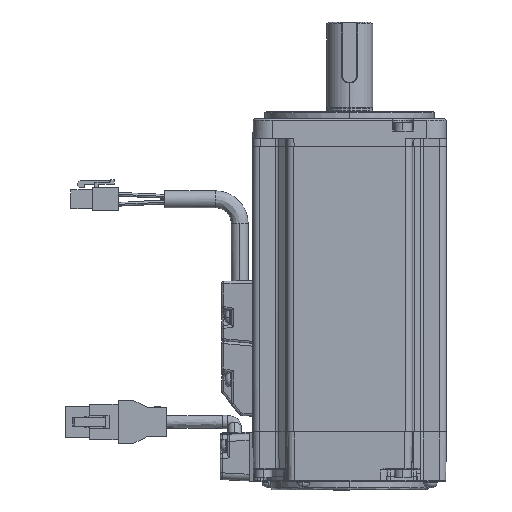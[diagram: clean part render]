
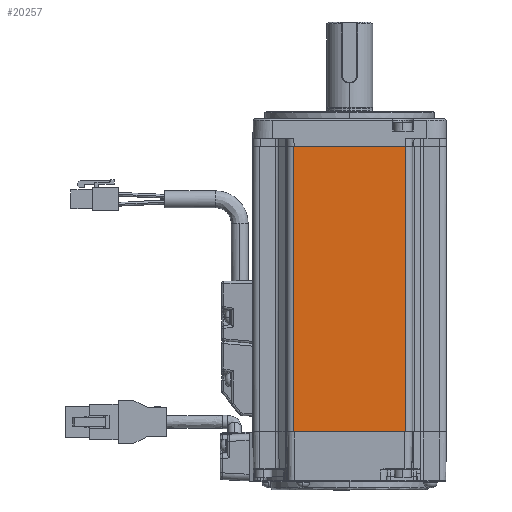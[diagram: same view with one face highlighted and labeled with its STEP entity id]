
A CAD part, left-side view. The second image highlights one B-rep face of the part: STEP entity #20257.
In plain terms, the highlighted planar face has unit normal (-1, 0, 0).
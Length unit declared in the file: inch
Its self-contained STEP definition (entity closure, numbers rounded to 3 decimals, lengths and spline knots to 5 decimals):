
#666 = CARTESIAN_POINT ( 'NONE',  ( -1.5748, 0.90305, 4.63386 ) ) ;
#1072 = CARTESIAN_POINT ( 'NONE',  ( -1.5748, 0.90312, 4.63386 ) ) ;
#1208 = PLANE ( 'NONE',  #3518 ) ;
#1341 = LINE ( 'NONE', #19633, #6428 ) ;
#1787 = ORIENTED_EDGE ( 'NONE', *, *, #17852, .T. ) ;
#2028 = VERTEX_POINT ( 'NONE', #4528 ) ;
#2113 = CARTESIAN_POINT ( 'NONE',  ( -1.5748, 0.90305, 4.63386 ) ) ;
#3518 = AXIS2_PLACEMENT_3D ( 'NONE', #11124, #27071, #17055 ) ;
#4220 = LINE ( 'NONE', #14335, #18373 ) ;
#4421 = VERTEX_POINT ( 'NONE', #26681 ) ;
#4501 = CARTESIAN_POINT ( 'NONE',  ( -1.5748, 0.90392, 4.63386 ) ) ;
#4528 = CARTESIAN_POINT ( 'NONE',  ( -1.5748, -0.90312, 4.63386 ) ) ;
#5026 = VERTEX_POINT ( 'NONE', #2113 ) ;
#5575 = B_SPLINE_CURVE_WITH_KNOTS ( 'NONE', 3,
 ( #36669, #17066, #4501, #11036 ),
 .UNSPECIFIED., .F., .F.,
 ( 4, 4 ),
 ( 0., 1. ),
 .UNSPECIFIED. ) ;
#5692 = ORIENTED_EDGE ( 'NONE', *, *, #13584, .F. ) ;
#6034 = VECTOR ( 'NONE', #31624, 39.37008 ) ;
#6219 = ORIENTED_EDGE ( 'NONE', *, *, #38848, .T. ) ;
#6428 = VECTOR ( 'NONE', #32026, 39.37008 ) ;
#7112 = VERTEX_POINT ( 'NONE', #22775 ) ;
#7308 = ORIENTED_EDGE ( 'NONE', *, *, #16833, .F. ) ;
#7406 = EDGE_CURVE ( 'NONE', #7112, #5026, #14643, .T. ) ;
#7587 = CARTESIAN_POINT ( 'NONE',  ( -1.5748, 0.9031, 4.63386 ) ) ;
#7717 = CARTESIAN_POINT ( 'NONE',  ( -1.5748, 0.90308, 4.63386 ) ) ;
#8690 = CARTESIAN_POINT ( 'NONE',  ( -1.5748, 1.02362, 0. ) ) ;
#11036 = CARTESIAN_POINT ( 'NONE',  ( -1.5748, 0.90312, 4.63386 ) ) ;
#11124 = CARTESIAN_POINT ( 'NONE',  ( -1.5748, 1.02362, 0. ) ) ;
#11551 = CARTESIAN_POINT ( 'NONE',  ( -1.57479, -0.90551, 4.63386 ) ) ;
#12651 = B_SPLINE_CURVE_WITH_KNOTS ( 'NONE', 3,
 ( #40001, #36601, #23621, #30382 ),
 .UNSPECIFIED., .F., .F.,
 ( 4, 4 ),
 ( 0., 1. ),
 .UNSPECIFIED. ) ;
#13584 = EDGE_CURVE ( 'NONE', #13630, #5026, #41743, .T. ) ;
#13630 = VERTEX_POINT ( 'NONE', #17318 ) ;
#14335 = CARTESIAN_POINT ( 'NONE',  ( -1.5748, 0., 0. ) ) ;
#14385 = EDGE_CURVE ( 'NONE', #32832, #16406, #1341, .T. ) ;
#14476 = DIRECTION ( 'NONE',  ( 0., -1., 0. ) ) ;
#14643 = LINE ( 'NONE', #31762, #6034 ) ;
#15528 = CARTESIAN_POINT ( 'NONE',  ( -1.57479, -0.90551, 4.63386 ) ) ;
#16065 = B_SPLINE_CURVE_WITH_KNOTS ( 'NONE', 3,
 ( #31580, #25536, #34809, #15528 ),
 .UNSPECIFIED., .F., .F.,
 ( 4, 4 ),
 ( 0., 1. ),
 .UNSPECIFIED. ) ;
#16406 = VERTEX_POINT ( 'NONE', #11551 ) ;
#16833 = EDGE_CURVE ( 'NONE', #38795, #13630, #5575, .T. ) ;
#17055 = DIRECTION ( 'NONE',  ( 0., 0., 1. ) ) ;
#17066 = CARTESIAN_POINT ( 'NONE',  ( -1.57479, 0.90472, 4.63386 ) ) ;
#17318 = CARTESIAN_POINT ( 'NONE',  ( -1.5748, 0.90312, 4.63386 ) ) ;
#17345 = LINE ( 'NONE', #18429, #25944 ) ;
#17852 = EDGE_CURVE ( 'NONE', #29704, #32832, #17345, .T. ) ;
#18373 = VECTOR ( 'NONE', #14476, 39.37008 ) ;
#18429 = CARTESIAN_POINT ( 'NONE',  ( -1.5748, 0., 0. ) ) ;
#18672 = DIRECTION ( 'NONE',  ( 0., 0., -1. ) ) ;
#19633 = CARTESIAN_POINT ( 'NONE',  ( -1.5748, -0.90551, 0. ) ) ;
#19709 = ORIENTED_EDGE ( 'NONE', *, *, #41805, .F. ) ;
#20257 = ADVANCED_FACE ( 'NONE', ( #36396 ), #1208, .T. ) ;
#21812 = DIRECTION ( 'NONE',  ( 0., -1., 0. ) ) ;
#21842 = EDGE_CURVE ( 'NONE', #38795, #35403, #24880, .T. ) ;
#22042 = CARTESIAN_POINT ( 'NONE',  ( -1.5748, -0.90551, 0. ) ) ;
#22775 = CARTESIAN_POINT ( 'NONE',  ( -1.5748, -0.90305, 4.63386 ) ) ;
#22824 = VECTOR ( 'NONE', #18672, 39.37008 ) ;
#23163 = ORIENTED_EDGE ( 'NONE', *, *, #7406, .T. ) ;
#23498 = CARTESIAN_POINT ( 'NONE',  ( -1.5748, -0.89811, 0. ) ) ;
#23621 = CARTESIAN_POINT ( 'NONE',  ( -1.5748, -0.9031, 4.63386 ) ) ;
#24051 = CARTESIAN_POINT ( 'NONE',  ( -1.5748, 0.90551, 0. ) ) ;
#24880 = LINE ( 'NONE', #25045, #22824 ) ;
#25045 = CARTESIAN_POINT ( 'NONE',  ( -1.5748, 0.90551, 0. ) ) ;
#25536 = CARTESIAN_POINT ( 'NONE',  ( -1.5748, -0.90392, 4.63386 ) ) ;
#25944 = VECTOR ( 'NONE', #21812, 39.37008 ) ;
#26681 = CARTESIAN_POINT ( 'NONE',  ( -1.5748, 0.89811, 0. ) ) ;
#27071 = DIRECTION ( 'NONE',  ( -1., 0., 0. ) ) ;
#27566 = ORIENTED_EDGE ( 'NONE', *, *, #21842, .T. ) ;
#27866 = EDGE_CURVE ( 'NONE', #4421, #29704, #32639, .T. ) ;
#28230 = ORIENTED_EDGE ( 'NONE', *, *, #27866, .T. ) ;
#29704 = VERTEX_POINT ( 'NONE', #23498 ) ;
#30382 = CARTESIAN_POINT ( 'NONE',  ( -1.5748, -0.90312, 4.63386 ) ) ;
#30812 = EDGE_LOOP ( 'NONE', ( #23163, #5692, #7308, #27566, #6219, #28230, #1787, #31371, #19709, #37350 ) ) ;
#31371 = ORIENTED_EDGE ( 'NONE', *, *, #14385, .T. ) ;
#31466 = EDGE_CURVE ( 'NONE', #7112, #2028, #12651, .T. ) ;
#31580 = CARTESIAN_POINT ( 'NONE',  ( -1.5748, -0.90312, 4.63386 ) ) ;
#31624 = DIRECTION ( 'NONE',  ( 0., 1., 0. ) ) ;
#31762 = CARTESIAN_POINT ( 'NONE',  ( -1.5748, 1.02362, 4.63386 ) ) ;
#32026 = DIRECTION ( 'NONE',  ( 0., 0., 1. ) ) ;
#32639 = LINE ( 'NONE', #8690, #34133 ) ;
#32832 = VERTEX_POINT ( 'NONE', #22042 ) ;
#34133 = VECTOR ( 'NONE', #34886, 39.37008 ) ;
#34809 = CARTESIAN_POINT ( 'NONE',  ( -1.57479, -0.90472, 4.63386 ) ) ;
#34886 = DIRECTION ( 'NONE',  ( 0., -1., 0. ) ) ;
#35403 = VERTEX_POINT ( 'NONE', #24051 ) ;
#36396 = FACE_OUTER_BOUND ( 'NONE', #30812, .T. ) ;
#36601 = CARTESIAN_POINT ( 'NONE',  ( -1.5748, -0.90308, 4.63386 ) ) ;
#36669 = CARTESIAN_POINT ( 'NONE',  ( -1.57479, 0.90551, 4.63386 ) ) ;
#37350 = ORIENTED_EDGE ( 'NONE', *, *, #31466, .F. ) ;
#38795 = VERTEX_POINT ( 'NONE', #40139 ) ;
#38848 = EDGE_CURVE ( 'NONE', #35403, #4421, #4220, .T. ) ;
#40001 = CARTESIAN_POINT ( 'NONE',  ( -1.5748, -0.90305, 4.63386 ) ) ;
#40139 = CARTESIAN_POINT ( 'NONE',  ( -1.57479, 0.90551, 4.63386 ) ) ;
#41743 = B_SPLINE_CURVE_WITH_KNOTS ( 'NONE', 3,
 ( #1072, #7587, #7717, #666 ),
 .UNSPECIFIED., .F., .F.,
 ( 4, 4 ),
 ( 0., 1. ),
 .UNSPECIFIED. ) ;
#41805 = EDGE_CURVE ( 'NONE', #2028, #16406, #16065, .T. ) ;
